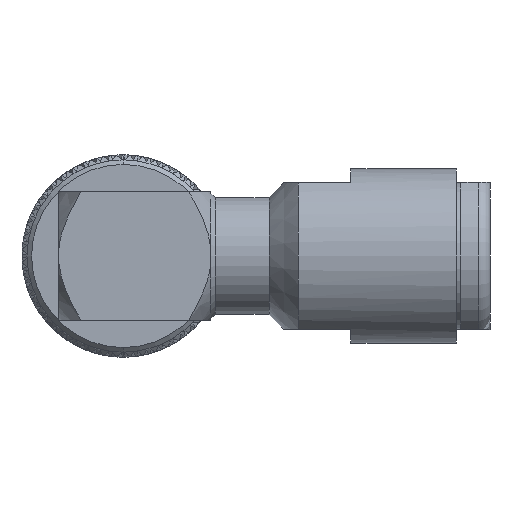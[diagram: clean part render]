
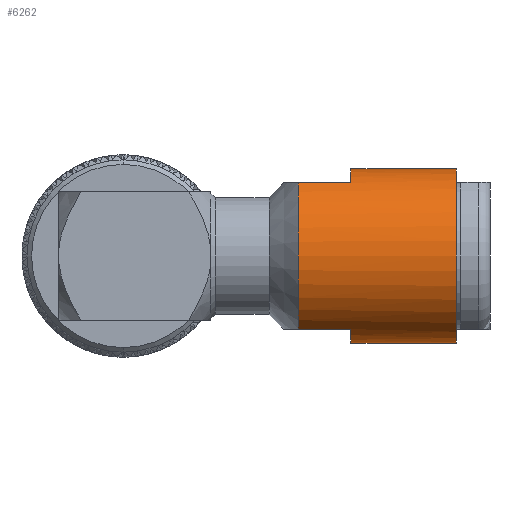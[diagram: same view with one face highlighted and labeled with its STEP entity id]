
A CAD part, front view. The second image highlights one B-rep face of the part: STEP entity #6262.
In plain terms, the highlighted cylindrical face has radius 9.5 mm (diameter 18.999 mm), a partial arc.
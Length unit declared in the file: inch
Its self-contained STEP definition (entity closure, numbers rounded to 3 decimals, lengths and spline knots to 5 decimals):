
#457 = CARTESIAN_POINT ( 'NONE',  ( 1.425, 0., -0.374 ) ) ;
#722 = CARTESIAN_POINT ( 'NONE',  ( 0.975, 0., 0. ) ) ;
#3881 = CIRCLE ( 'NONE', #18473, 0.374 ) ;
#5560 = VECTOR ( 'NONE', #39501, 39.37008 ) ;
#6115 = AXIS2_PLACEMENT_3D ( 'NONE', #34875, #10511, #102070 ) ;
#6227 = DIRECTION ( 'NONE',  ( 0., 0., -1. ) ) ;
#6262 = ADVANCED_FACE ( 'NONE', ( #74046 ), #105507, .T. ) ;
#7031 = AXIS2_PLACEMENT_3D ( 'NONE', #93566, #93939, #61929 ) ;
#7098 = VECTOR ( 'NONE', #10557, 39.37008 ) ;
#8562 = VERTEX_POINT ( 'NONE', #91675 ) ;
#8647 = EDGE_CURVE ( 'NONE', #83483, #89467, #16006, .T. ) ;
#10511 = DIRECTION ( 'NONE',  ( 1., 0., 0. ) ) ;
#10557 = DIRECTION ( 'NONE',  ( -1., 0., 0. ) ) ;
#14533 = CIRCLE ( 'NONE', #6115, 0.374 ) ;
#16006 = LINE ( 'NONE', #17037, #50185 ) ;
#17037 = CARTESIAN_POINT ( 'NONE',  ( 1.425, 0., 0.374 ) ) ;
#17301 = DIRECTION ( 'NONE',  ( 1., 0., 0. ) ) ;
#18473 = AXIS2_PLACEMENT_3D ( 'NONE', #40802, #39349, #6227 ) ;
#21021 = ORIENTED_EDGE ( 'NONE', *, *, #82058, .F. ) ;
#21613 = CARTESIAN_POINT ( 'NONE',  ( 1.425, 0., -0.374 ) ) ;
#27718 = CARTESIAN_POINT ( 'NONE',  ( 0.975, 0., -0.374 ) ) ;
#27798 = ORIENTED_EDGE ( 'NONE', *, *, #31032, .T. ) ;
#31032 = EDGE_CURVE ( 'NONE', #69458, #57112, #34811, .T. ) ;
#31447 = ORIENTED_EDGE ( 'NONE', *, *, #79583, .T. ) ;
#32772 = DIRECTION ( 'NONE',  ( 1., 0., 0. ) ) ;
#33151 = CARTESIAN_POINT ( 'NONE',  ( 0.975, 0., 0. ) ) ;
#34008 = CARTESIAN_POINT ( 'NONE',  ( 1.425, 0., 0.374 ) ) ;
#34811 = LINE ( 'NONE', #101399, #7098 ) ;
#34875 = CARTESIAN_POINT ( 'NONE',  ( 0.749, 0., 0. ) ) ;
#36165 = ORIENTED_EDGE ( 'NONE', *, *, #86238, .T. ) ;
#39349 = DIRECTION ( 'NONE',  ( 1., 0., 0. ) ) ;
#39501 = DIRECTION ( 'NONE',  ( 1., 0., 0. ) ) ;
#39828 = LINE ( 'NONE', #21613, #51627 ) ;
#40802 = CARTESIAN_POINT ( 'NONE',  ( 1.425, 0., 0. ) ) ;
#42352 = DIRECTION ( 'NONE',  ( -1., 0., 0. ) ) ;
#43057 = ORIENTED_EDGE ( 'NONE', *, *, #8647, .T. ) ;
#44009 = EDGE_CURVE ( 'NONE', #57112, #89690, #14533, .T. ) ;
#44645 = ORIENTED_EDGE ( 'NONE', *, *, #88882, .T. ) ;
#46889 = CARTESIAN_POINT ( 'NONE',  ( 0.749, -0.20471, 0.313 ) ) ;
#47298 = DIRECTION ( 'NONE',  ( -1., 0., 0. ) ) ;
#49041 = AXIS2_PLACEMENT_3D ( 'NONE', #722, #17301, #94107 ) ;
#50185 = VECTOR ( 'NONE', #42352, 39.37008 ) ;
#51627 = VECTOR ( 'NONE', #47298, 39.37008 ) ;
#55926 = AXIS2_PLACEMENT_3D ( 'NONE', #33151, #32772, #58470 ) ;
#57112 = VERTEX_POINT ( 'NONE', #46889 ) ;
#58203 = CARTESIAN_POINT ( 'NONE',  ( 0.975, -0.20471, 0.313 ) ) ;
#58470 = DIRECTION ( 'NONE',  ( 0., 0., -1. ) ) ;
#59368 = VERTEX_POINT ( 'NONE', #27718 ) ;
#61929 = DIRECTION ( 'NONE',  ( 0., 0., 1. ) ) ;
#68926 = ORIENTED_EDGE ( 'NONE', *, *, #69661, .F. ) ;
#69458 = VERTEX_POINT ( 'NONE', #58203 ) ;
#69661 = EDGE_CURVE ( 'NONE', #83483, #75305, #3881, .T. ) ;
#71653 = ORIENTED_EDGE ( 'NONE', *, *, #44009, .T. ) ;
#72985 = CIRCLE ( 'NONE', #49041, 0.374 ) ;
#74046 = FACE_OUTER_BOUND ( 'NONE', #102606, .T. ) ;
#75305 = VERTEX_POINT ( 'NONE', #457 ) ;
#79583 = EDGE_CURVE ( 'NONE', #8562, #59368, #72985, .T. ) ;
#82058 = EDGE_CURVE ( 'NONE', #75305, #59368, #39828, .T. ) ;
#83483 = VERTEX_POINT ( 'NONE', #34008 ) ;
#83631 = CARTESIAN_POINT ( 'NONE',  ( 0.975, 0., 0.374 ) ) ;
#86238 = EDGE_CURVE ( 'NONE', #89467, #69458, #103849, .T. ) ;
#88882 = EDGE_CURVE ( 'NONE', #89690, #8562, #89771, .T. ) ;
#89467 = VERTEX_POINT ( 'NONE', #83631 ) ;
#89690 = VERTEX_POINT ( 'NONE', #105198 ) ;
#89771 = LINE ( 'NONE', #105660, #5560 ) ;
#91675 = CARTESIAN_POINT ( 'NONE',  ( 0.975, -0.20471, -0.313 ) ) ;
#93566 = CARTESIAN_POINT ( 'NONE',  ( 1.425, 0., 0. ) ) ;
#93939 = DIRECTION ( 'NONE',  ( -1., 0., 0. ) ) ;
#94107 = DIRECTION ( 'NONE',  ( 0., 0., -1. ) ) ;
#101399 = CARTESIAN_POINT ( 'NONE',  ( 1.425, -0.20471, 0.313 ) ) ;
#102070 = DIRECTION ( 'NONE',  ( 0., 0., -1. ) ) ;
#102606 = EDGE_LOOP ( 'NONE', ( #21021, #68926, #43057, #36165, #27798, #71653, #44645, #31447 ) ) ;
#103849 = CIRCLE ( 'NONE', #55926, 0.374 ) ;
#105198 = CARTESIAN_POINT ( 'NONE',  ( 0.749, -0.20471, -0.313 ) ) ;
#105507 = CYLINDRICAL_SURFACE ( 'NONE', #7031, 0.374 ) ;
#105660 = CARTESIAN_POINT ( 'NONE',  ( 1.425, -0.20471, -0.313 ) ) ;
